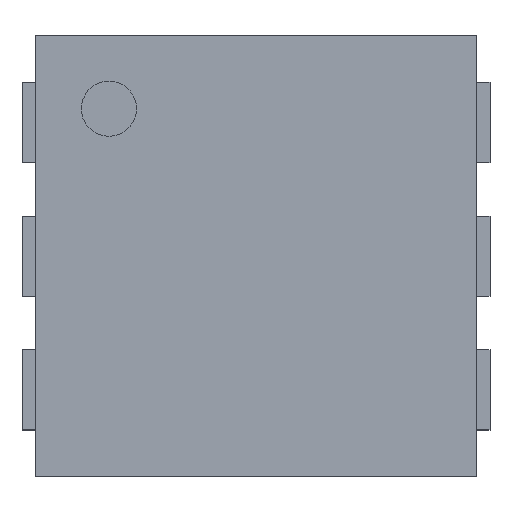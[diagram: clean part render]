
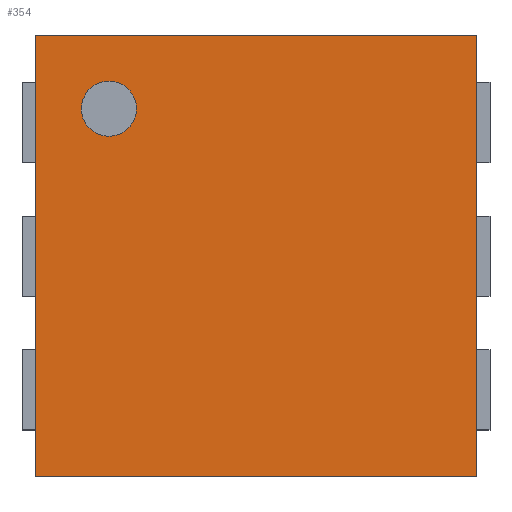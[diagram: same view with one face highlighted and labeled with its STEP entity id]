
A CAD part, top view. The second image highlights one B-rep face of the part: STEP entity #354.
In plain terms, the highlighted planar face has unit normal (0, 0, 1).
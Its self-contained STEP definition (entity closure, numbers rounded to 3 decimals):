
#165 = VERTEX_POINT('',#166);
#166 = CARTESIAN_POINT('',(0.,0.,0.9));
#173 = PLANE('',#174);
#174 = AXIS2_PLACEMENT_3D('',#175,#176,#177);
#175 = CARTESIAN_POINT('',(0.,0.,0.05));
#176 = DIRECTION('',(1.,0.,0.));
#177 = DIRECTION('',(0.,0.,1.));
#185 = PLANE('',#186);
#186 = AXIS2_PLACEMENT_3D('',#187,#188,#189);
#187 = CARTESIAN_POINT('',(0.,0.,0.05));
#188 = DIRECTION('',(0.,1.,0.));
#189 = DIRECTION('',(0.,0.,1.));
#226 = VERTEX_POINT('',#227);
#227 = CARTESIAN_POINT('',(0.,1.65,0.9));
#241 = PLANE('',#242);
#242 = AXIS2_PLACEMENT_3D('',#243,#244,#245);
#243 = CARTESIAN_POINT('',(0.,1.65,0.05));
#244 = DIRECTION('',(0.,1.,0.));
#245 = DIRECTION('',(0.,0.,1.));
#253 = EDGE_CURVE('',#165,#226,#254,.T.);
#254 = SURFACE_CURVE('',#255,(#259,#266),.PCURVE_S1.);
#255 = LINE('',#256,#257);
#256 = CARTESIAN_POINT('',(0.,0.,0.9));
#257 = VECTOR('',#258,1.);
#258 = DIRECTION('',(0.,1.,0.));
#259 = PCURVE('',#173,#260);
#260 = DEFINITIONAL_REPRESENTATION('',(#261),#265);
#261 = LINE('',#262,#263);
#262 = CARTESIAN_POINT('',(0.85,0.));
#263 = VECTOR('',#264,1.);
#264 = DIRECTION('',(0.,-1.));
#265 = ( GEOMETRIC_REPRESENTATION_CONTEXT(2) 
PARAMETRIC_REPRESENTATION_CONTEXT() REPRESENTATION_CONTEXT('2D SPACE',''
  ) );
#266 = PCURVE('',#267,#272);
#267 = PLANE('',#268);
#268 = AXIS2_PLACEMENT_3D('',#269,#270,#271);
#269 = CARTESIAN_POINT('',(0.,0.,0.9));
#270 = DIRECTION('',(0.,0.,1.));
#271 = DIRECTION('',(1.,0.,0.));
#272 = DEFINITIONAL_REPRESENTATION('',(#273),#277);
#273 = LINE('',#274,#275);
#274 = CARTESIAN_POINT('',(0.,0.));
#275 = VECTOR('',#276,1.);
#276 = DIRECTION('',(0.,1.));
#277 = ( GEOMETRIC_REPRESENTATION_CONTEXT(2) 
PARAMETRIC_REPRESENTATION_CONTEXT() REPRESENTATION_CONTEXT('2D SPACE',''
  ) );
#306 = EDGE_CURVE('',#165,#307,#309,.T.);
#307 = VERTEX_POINT('',#308);
#308 = CARTESIAN_POINT('',(1.65,0.,0.9));
#309 = SURFACE_CURVE('',#310,(#314,#321),.PCURVE_S1.);
#310 = LINE('',#311,#312);
#311 = CARTESIAN_POINT('',(0.,0.,0.9));
#312 = VECTOR('',#313,1.);
#313 = DIRECTION('',(1.,0.,0.));
#314 = PCURVE('',#185,#315);
#315 = DEFINITIONAL_REPRESENTATION('',(#316),#320);
#316 = LINE('',#317,#318);
#317 = CARTESIAN_POINT('',(0.85,0.));
#318 = VECTOR('',#319,1.);
#319 = DIRECTION('',(0.,1.));
#320 = ( GEOMETRIC_REPRESENTATION_CONTEXT(2) 
PARAMETRIC_REPRESENTATION_CONTEXT() REPRESENTATION_CONTEXT('2D SPACE',''
  ) );
#321 = PCURVE('',#267,#322);
#322 = DEFINITIONAL_REPRESENTATION('',(#323),#327);
#323 = LINE('',#324,#325);
#324 = CARTESIAN_POINT('',(0.,0.));
#325 = VECTOR('',#326,1.);
#326 = DIRECTION('',(1.,0.));
#327 = ( GEOMETRIC_REPRESENTATION_CONTEXT(2) 
PARAMETRIC_REPRESENTATION_CONTEXT() REPRESENTATION_CONTEXT('2D SPACE',''
  ) );
#343 = PLANE('',#344);
#344 = AXIS2_PLACEMENT_3D('',#345,#346,#347);
#345 = CARTESIAN_POINT('',(1.65,0.,0.05));
#346 = DIRECTION('',(1.,0.,0.));
#347 = DIRECTION('',(0.,0.,1.));
#354 = ADVANCED_FACE('',(#355,#403),#267,.T.);
#355 = FACE_BOUND('',#356,.T.);
#356 = EDGE_LOOP('',(#357,#358,#359,#382));
#357 = ORIENTED_EDGE('',*,*,#253,.F.);
#358 = ORIENTED_EDGE('',*,*,#306,.T.);
#359 = ORIENTED_EDGE('',*,*,#360,.T.);
#360 = EDGE_CURVE('',#307,#361,#363,.T.);
#361 = VERTEX_POINT('',#362);
#362 = CARTESIAN_POINT('',(1.65,1.65,0.9));
#363 = SURFACE_CURVE('',#364,(#368,#375),.PCURVE_S1.);
#364 = LINE('',#365,#366);
#365 = CARTESIAN_POINT('',(1.65,0.,0.9));
#366 = VECTOR('',#367,1.);
#367 = DIRECTION('',(0.,1.,0.));
#368 = PCURVE('',#267,#369);
#369 = DEFINITIONAL_REPRESENTATION('',(#370),#374);
#370 = LINE('',#371,#372);
#371 = CARTESIAN_POINT('',(1.65,0.));
#372 = VECTOR('',#373,1.);
#373 = DIRECTION('',(0.,1.));
#374 = ( GEOMETRIC_REPRESENTATION_CONTEXT(2) 
PARAMETRIC_REPRESENTATION_CONTEXT() REPRESENTATION_CONTEXT('2D SPACE',''
  ) );
#375 = PCURVE('',#343,#376);
#376 = DEFINITIONAL_REPRESENTATION('',(#377),#381);
#377 = LINE('',#378,#379);
#378 = CARTESIAN_POINT('',(0.85,0.));
#379 = VECTOR('',#380,1.);
#380 = DIRECTION('',(0.,-1.));
#381 = ( GEOMETRIC_REPRESENTATION_CONTEXT(2) 
PARAMETRIC_REPRESENTATION_CONTEXT() REPRESENTATION_CONTEXT('2D SPACE',''
  ) );
#382 = ORIENTED_EDGE('',*,*,#383,.F.);
#383 = EDGE_CURVE('',#226,#361,#384,.T.);
#384 = SURFACE_CURVE('',#385,(#389,#396),.PCURVE_S1.);
#385 = LINE('',#386,#387);
#386 = CARTESIAN_POINT('',(0.,1.65,0.9));
#387 = VECTOR('',#388,1.);
#388 = DIRECTION('',(1.,0.,0.));
#389 = PCURVE('',#267,#390);
#390 = DEFINITIONAL_REPRESENTATION('',(#391),#395);
#391 = LINE('',#392,#393);
#392 = CARTESIAN_POINT('',(0.,1.65));
#393 = VECTOR('',#394,1.);
#394 = DIRECTION('',(1.,0.));
#395 = ( GEOMETRIC_REPRESENTATION_CONTEXT(2) 
PARAMETRIC_REPRESENTATION_CONTEXT() REPRESENTATION_CONTEXT('2D SPACE',''
  ) );
#396 = PCURVE('',#241,#397);
#397 = DEFINITIONAL_REPRESENTATION('',(#398),#402);
#398 = LINE('',#399,#400);
#399 = CARTESIAN_POINT('',(0.85,0.));
#400 = VECTOR('',#401,1.);
#401 = DIRECTION('',(0.,1.));
#402 = ( GEOMETRIC_REPRESENTATION_CONTEXT(2) 
PARAMETRIC_REPRESENTATION_CONTEXT() REPRESENTATION_CONTEXT('2D SPACE',''
  ) );
#403 = FACE_BOUND('',#404,.T.);
#404 = EDGE_LOOP('',(#405));
#405 = ORIENTED_EDGE('',*,*,#406,.F.);
#406 = EDGE_CURVE('',#407,#407,#409,.T.);
#407 = VERTEX_POINT('',#408);
#408 = CARTESIAN_POINT('',(0.378,1.375,0.9));
#409 = SURFACE_CURVE('',#410,(#415,#422),.PCURVE_S1.);
#410 = CIRCLE('',#411,0.103);
#411 = AXIS2_PLACEMENT_3D('',#412,#413,#414);
#412 = CARTESIAN_POINT('',(0.275,1.375,0.9));
#413 = DIRECTION('',(0.,0.,1.));
#414 = DIRECTION('',(1.,0.,0.));
#415 = PCURVE('',#267,#416);
#416 = DEFINITIONAL_REPRESENTATION('',(#417),#421);
#417 = CIRCLE('',#418,0.103);
#418 = AXIS2_PLACEMENT_2D('',#419,#420);
#419 = CARTESIAN_POINT('',(0.275,1.375));
#420 = DIRECTION('',(1.,0.));
#421 = ( GEOMETRIC_REPRESENTATION_CONTEXT(2) 
PARAMETRIC_REPRESENTATION_CONTEXT() REPRESENTATION_CONTEXT('2D SPACE',''
  ) );
#422 = PCURVE('',#423,#428);
#423 = CYLINDRICAL_SURFACE('',#424,0.103);
#424 = AXIS2_PLACEMENT_3D('',#425,#426,#427);
#425 = CARTESIAN_POINT('',(0.275,1.375,0.8));
#426 = DIRECTION('',(0.,0.,1.));
#427 = DIRECTION('',(1.,0.,0.));
#428 = DEFINITIONAL_REPRESENTATION('',(#429),#433);
#429 = LINE('',#430,#431);
#430 = CARTESIAN_POINT('',(0.,0.1));
#431 = VECTOR('',#432,1.);
#432 = DIRECTION('',(1.,0.));
#433 = ( GEOMETRIC_REPRESENTATION_CONTEXT(2) 
PARAMETRIC_REPRESENTATION_CONTEXT() REPRESENTATION_CONTEXT('2D SPACE',''
  ) );
